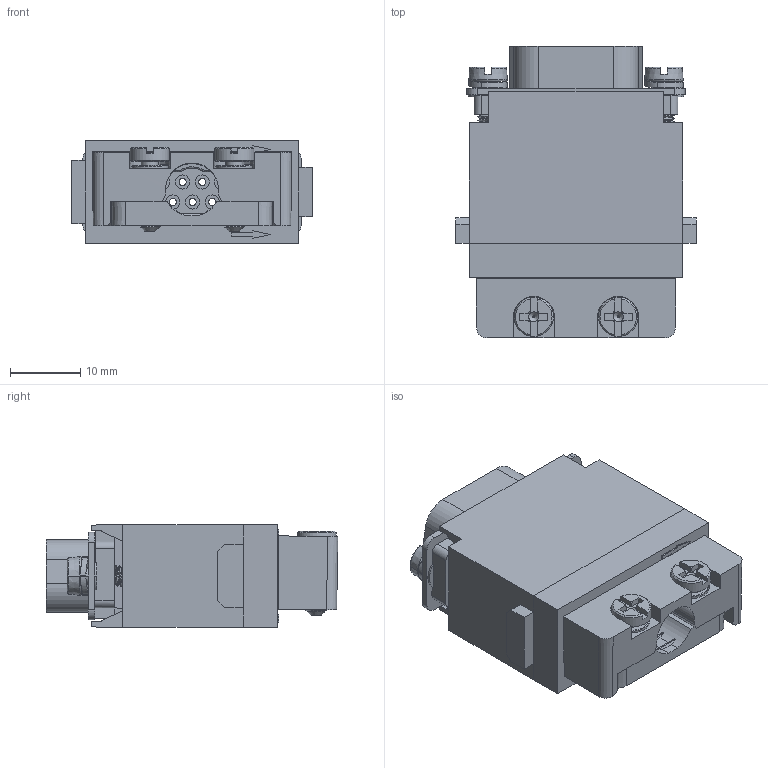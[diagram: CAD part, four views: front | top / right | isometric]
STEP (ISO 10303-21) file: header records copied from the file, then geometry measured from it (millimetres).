
FILE_DESCRIPTION(/* description */ (''),/* implementation_level */ '2;1');
FILE_NAME(/* name */ '3D_1290090100506_HMDS_2.1-009-MC 3SP01_V1.0_stp.stp',/* time_stamp */ '2024-02-04T15:53:31+08:00',/* author */ (''),/* organization */ (''),/* preprocessor_version */ 'ST-DEVELOPER v18.1',/* originating_system */ 'SIEMENS PLM Software NX 1980',/* authorisation */ '');
FILE_SCHEMA (('AUTOMOTIVE_DESIGN { 1 0 10303 214 3 1 1 1 }'));
Length unit declared in the file: millimetre
Products named in the file (1): 1318193024BDb83y
Bounding box: 34.2 x 41.5 x 14.65 mm (x, y, z)
Volume: 8959.5 mm3; surface area: 11633.2 mm2
Topology: 1 solids, 1 shells, 626 faces, 1713 edges, 1113 vertices
Faces by surface type: plane 369, cylinder 126, cone 42, bspline 30, torus 28, extrusion 27, sphere 4
Full cylindrical faces by diameter (mm): 2.4 x2, 5.6 x2
Entity records: 25094 total; most frequent: CARTESIAN_POINT 9382, ORIENTED_EDGE 3376, DIRECTION 2744, EDGE_CURVE 1688, VERTEX_POINT 1107, VECTOR 950, LINE 923, AXIS2_PLACEMENT_3D 897
